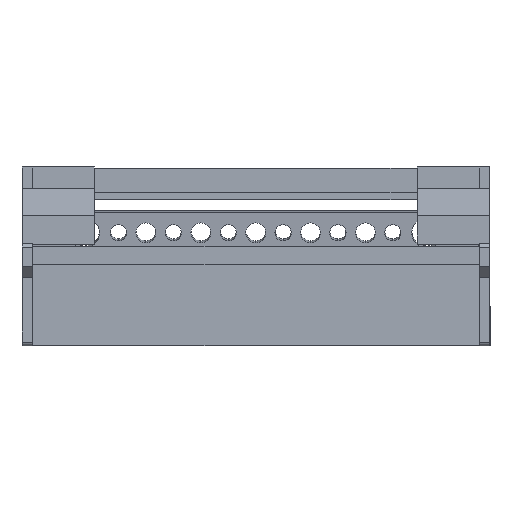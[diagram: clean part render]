
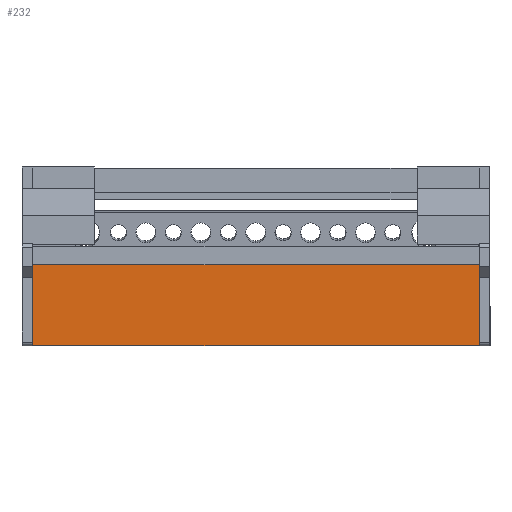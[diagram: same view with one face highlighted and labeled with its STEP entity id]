
A CAD part, left-side view. The second image highlights one B-rep face of the part: STEP entity #232.
In plain terms, the highlighted planar face has unit normal (-1, 0, 0).
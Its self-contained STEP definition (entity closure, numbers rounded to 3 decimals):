
#232=ADVANCED_FACE('',(#680),#681,.F.);
#680=FACE_OUTER_BOUND('',#1400,.T.);
#681=PLANE('',#1401);
#1400=EDGE_LOOP('',(#2933,#2934,#2935,#2936));
#1401=AXIS2_PLACEMENT_3D('',#2937,#2938,#2939);
#2933=ORIENTED_EDGE('',*,*,#5109,.T.);
#2934=ORIENTED_EDGE('',*,*,#5152,.F.);
#2935=ORIENTED_EDGE('',*,*,#5112,.F.);
#2936=ORIENTED_EDGE('',*,*,#5149,.T.);
#2937=CARTESIAN_POINT('',(-31.616,-1.513,-7.557));
#2938=DIRECTION('',(1.0,0.0,0.));
#2939=DIRECTION('',(0.,0.0,1.0));
#5109=EDGE_CURVE('',#6255,#6279,#6281,.T.);
#5112=EDGE_CURVE('',#6285,#6287,#6288,.T.);
#5149=EDGE_CURVE('',#6285,#6255,#6346,.T.);
#5152=EDGE_CURVE('',#6287,#6279,#6350,.T.);
#6255=VERTEX_POINT('',#8139);
#6279=VERTEX_POINT('',#8175);
#6281=LINE('',#8178,#8179);
#6285=VERTEX_POINT('',#8184);
#6287=VERTEX_POINT('',#8187);
#6288=LINE('',#8188,#8189);
#6346=LINE('',#8283,#8284);
#6350=LINE('',#8290,#8291);
#8139=CARTESIAN_POINT('',(-31.616,-125.113,-33.457));
#8175=CARTESIAN_POINT('',(-31.616,-125.113,-7.557));
#8178=CARTESIAN_POINT('',(-31.616,-125.113,-7.557));
#8179=VECTOR('',#10119,1000.0);
#8184=CARTESIAN_POINT('',(-31.616,-1.513,-33.457));
#8187=CARTESIAN_POINT('',(-31.616,-1.513,-7.557));
#8188=CARTESIAN_POINT('',(-31.616,-1.513,-31.957));
#8189=VECTOR('',#10122,1000.0);
#8283=CARTESIAN_POINT('',(-31.616,-1.513,-33.457));
#8284=VECTOR('',#10159,1000.0);
#8290=CARTESIAN_POINT('',(-31.616,-1.513,-7.557));
#8291=VECTOR('',#10162,1000.0);
#10119=DIRECTION('',(0.,0.0,1.0));
#10122=DIRECTION('',(0.0,0.0,1.0));
#10159=DIRECTION('',(-0.0,-1.0,-0.0));
#10162=DIRECTION('',(-0.0,-1.0,-0.0));
